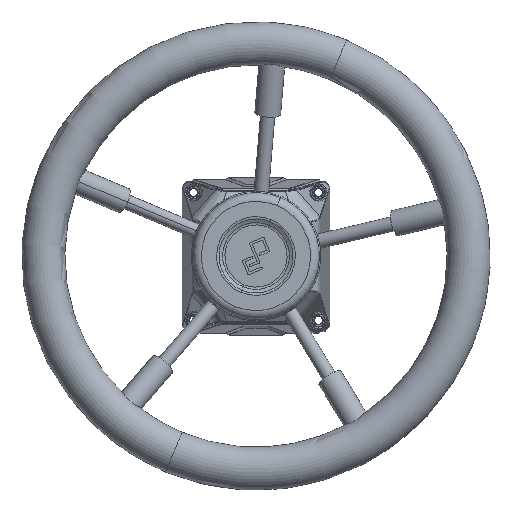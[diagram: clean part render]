
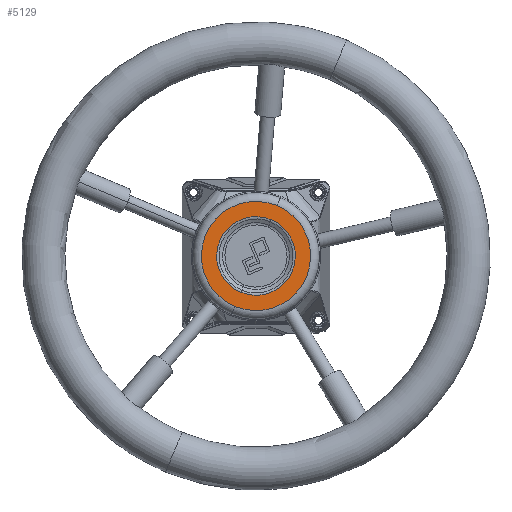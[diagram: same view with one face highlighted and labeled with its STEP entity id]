
A CAD part, top view. The second image highlights one B-rep face of the part: STEP entity #5129.
In plain terms, the highlighted planar face has unit normal (0, 0, 1).
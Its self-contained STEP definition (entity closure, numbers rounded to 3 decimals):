
#1050 = CARTESIAN_POINT ( 'NONE',  ( 126.945, -18.868, 385.497 ) ) ;
#1219 = CARTESIAN_POINT ( 'NONE',  ( 141.625, 16.182, 385.497 ) ) ;
#1477 = CIRCLE ( 'NONE', #7056, 38. ) ;
#3155 = DIRECTION ( 'NONE',  ( -0.386, -0.922, 0. ) ) ;
#3342 = CIRCLE ( 'NONE', #24362, 27.36 ) ;
#4626 = CIRCLE ( 'NONE', #41815, 27.36 ) ;
#5129 = ADVANCED_FACE ( 'NONE', ( #21053, #31188 ), #37782, .F. ) ;
#6810 = DIRECTION ( 'NONE',  ( 0., 0., -1. ) ) ;
#7056 = AXIS2_PLACEMENT_3D ( 'NONE', #31256, #24629, #33907 ) ;
#7556 = DIRECTION ( 'NONE',  ( -0.386, -0.922, 0. ) ) ;
#9234 = ORIENTED_EDGE ( 'NONE', *, *, #34331, .T. ) ;
#10002 = CARTESIAN_POINT ( 'NONE',  ( 131.055, -9.054, 385.497 ) ) ;
#11052 = EDGE_CURVE ( 'NONE', #18351, #35683, #31480, .T. ) ;
#11154 = CARTESIAN_POINT ( 'NONE',  ( 156.304, 51.232, 385.497 ) ) ;
#13652 = DIRECTION ( 'NONE',  ( 0., 0., 1. ) ) ;
#13929 = ORIENTED_EDGE ( 'NONE', *, *, #40342, .T. ) ;
#14397 = DIRECTION ( 'NONE',  ( 0., 0., -1. ) ) ;
#16165 = VERTEX_POINT ( 'NONE', #37493 ) ;
#16603 = EDGE_CURVE ( 'NONE', #16165, #26105, #3342, .T. ) ;
#17142 = EDGE_LOOP ( 'NONE', ( #13929, #29136 ) ) ;
#17415 = DIRECTION ( 'NONE',  ( 0., 0., -1. ) ) ;
#18351 = VERTEX_POINT ( 'NONE', #1050 ) ;
#20487 = CARTESIAN_POINT ( 'NONE',  ( 141.625, 16.182, 385.497 ) ) ;
#21053 = FACE_BOUND ( 'NONE', #17142, .T. ) ;
#24362 = AXIS2_PLACEMENT_3D ( 'NONE', #20487, #17415, #3155 ) ;
#24629 = DIRECTION ( 'NONE',  ( 0., 0., 1. ) ) ;
#26105 = VERTEX_POINT ( 'NONE', #10002 ) ;
#27042 = DIRECTION ( 'NONE',  ( -0.386, -0.922, 0. ) ) ;
#29136 = ORIENTED_EDGE ( 'NONE', *, *, #16603, .T. ) ;
#29432 = AXIS2_PLACEMENT_3D ( 'NONE', #36931, #6810, #37138 ) ;
#31188 = FACE_OUTER_BOUND ( 'NONE', #36017, .T. ) ;
#31256 = CARTESIAN_POINT ( 'NONE',  ( 141.625, 16.182, 385.497 ) ) ;
#31421 = CARTESIAN_POINT ( 'NONE',  ( 141.625, 16.182, 385.497 ) ) ;
#31480 = CIRCLE ( 'NONE', #33599, 38. ) ;
#33599 = AXIS2_PLACEMENT_3D ( 'NONE', #31421, #13652, #27042 ) ;
#33907 = DIRECTION ( 'NONE',  ( -0.386, -0.922, 0. ) ) ;
#34331 = EDGE_CURVE ( 'NONE', #35683, #18351, #1477, .T. ) ;
#35683 = VERTEX_POINT ( 'NONE', #11154 ) ;
#36017 = EDGE_LOOP ( 'NONE', ( #40227, #9234 ) ) ;
#36931 = CARTESIAN_POINT ( 'NONE',  ( 141.625, 16.182, 385.497 ) ) ;
#37138 = DIRECTION ( 'NONE',  ( -0.922, 0.386, 0. ) ) ;
#37493 = CARTESIAN_POINT ( 'NONE',  ( 152.194, 41.419, 385.497 ) ) ;
#37782 = PLANE ( 'NONE',  #29432 ) ;
#40227 = ORIENTED_EDGE ( 'NONE', *, *, #11052, .T. ) ;
#40342 = EDGE_CURVE ( 'NONE', #26105, #16165, #4626, .T. ) ;
#41815 = AXIS2_PLACEMENT_3D ( 'NONE', #1219, #14397, #7556 ) ;
